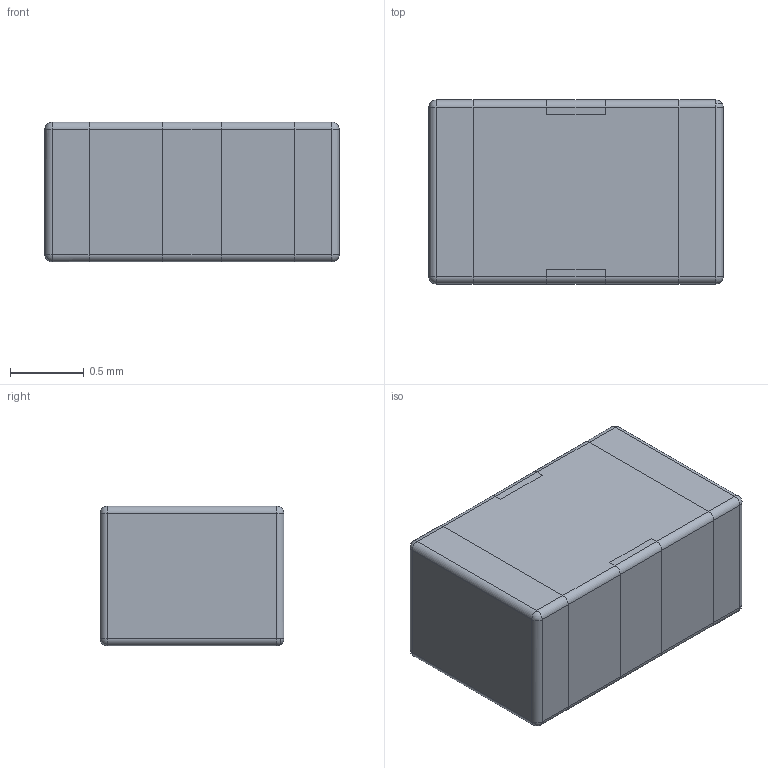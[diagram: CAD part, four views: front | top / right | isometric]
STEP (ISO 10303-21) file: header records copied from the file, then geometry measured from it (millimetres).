
FILE_DESCRIPTION((''),'2;1');
FILE_NAME('CAPC_KYOCERA_KFN21.stp','2013-06-05T16:58:07',(''),(''),'Mechanical Desktop 2011','Mechanical Desktop 2011',', , ');
FILE_SCHEMA(('AUTOMOTIVE_DESIGN { 1 2 10303 214 1 1 1 1 }'));
Length unit declared in the file: millimetre
Products named in the file (1): Product
Bounding box: 2 x 1.25 x 0.95 mm (x, y, z)
Volume: 2.4 mm3; surface area: 17.8 mm2
Topology: 5 solids, 5 shells, 76 faces, 180 edges, 110 vertices
Faces by surface type: plane 38, cylinder 28, sphere 10
Entity records: 2196 total; most frequent: DIRECTION 394, CARTESIAN_POINT 363, ORIENTED_EDGE 352, EDGE_CURVE 176, AXIS2_PLACEMENT_3D 141, VECTOR 112, LINE 112, VERTEX_POINT 110
